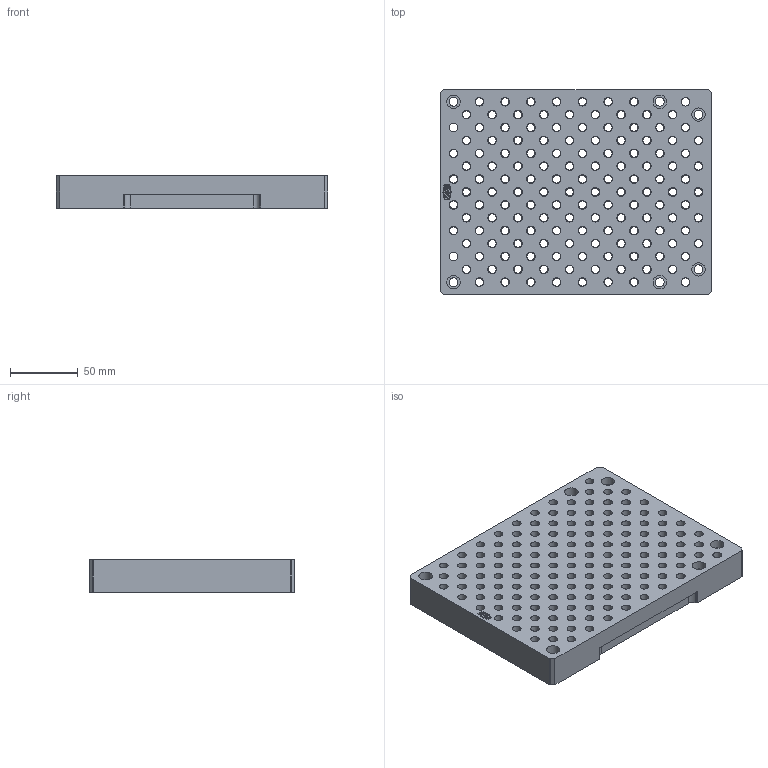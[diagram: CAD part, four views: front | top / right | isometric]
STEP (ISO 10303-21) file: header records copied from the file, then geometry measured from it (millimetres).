
FILE_DESCRIPTION(/* description */ (''),/* implementation_level */ '2;1');
FILE_NAME(/* name */ 'Mini Pallet Rev3.step',/* time_stamp */ '2022-12-29T11:35:56-05:00',/* author */ (''),/* organization */ (''),/* preprocessor_version */ 'ST-DEVELOPER v19.2',/* originating_system */ 'Autodesk Translation Framework v11.17.0.187',/* authorisation */ '');
FILE_SCHEMA (('AUTOMOTIVE_DESIGN { 1 0 10303 214 3 1 1 }'));
Length unit declared in the file: inch
Products named in the file (2): Mini Pallet DT2 ed 10-14-21; Mini Pallet New (?) v3
Assembly tree (1 placements, depth 2):
  Mini Pallet DT2 ed 10-14-21
    Mini Pallet New (?) v3
Bounding box: 200.66 x 151.38 x 23.75 mm (x, y, z)
Volume: 607262.9 mm3; surface area: 137925.5 mm2
Topology: 1 solids, 1 shells, 581 faces, 1269 edges, 846 vertices
Faces by surface type: cylinder 319, plane 181, bspline 81
Full cylindrical faces by diameter (mm): 5.791 x140, 6.35 x144, 6.528 x6, 9.906 x12
Entity records: 18618 total; most frequent: CARTESIAN_POINT 5177, DIRECTION 2683, ORIENTED_EDGE 2538, EDGE_CURVE 1269, AXIS2_PLACEMENT_3D 1141, EDGE_LOOP 1037, VERTEX_POINT 846, CIRCLE 638
